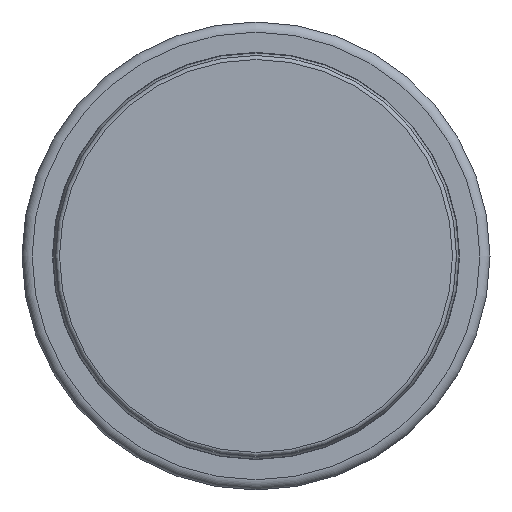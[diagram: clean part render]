
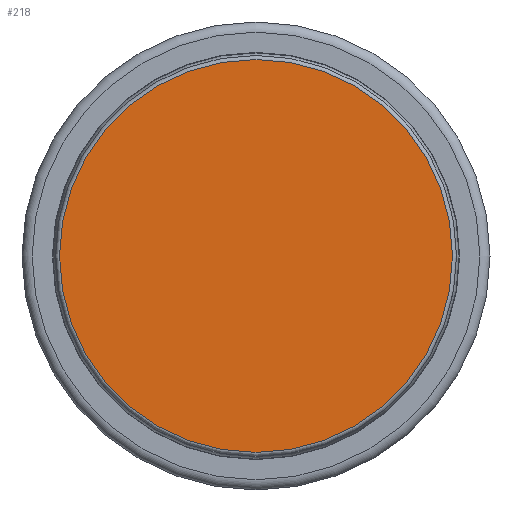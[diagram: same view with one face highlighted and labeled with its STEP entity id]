
A CAD part, top view. The second image highlights one B-rep face of the part: STEP entity #218.
In plain terms, the highlighted planar face has unit normal (0, 0, 1).
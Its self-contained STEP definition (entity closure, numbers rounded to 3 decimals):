
#218 = ADVANCED_FACE( '', ( #469 ), #470, .F. );
#469 = FACE_OUTER_BOUND( '', #728, .T. );
#470 = PLANE( '', #729 );
#728 = EDGE_LOOP( '', ( #1198 ) );
#729 = AXIS2_PLACEMENT_3D( '', #1199, #1200, #1201 );
#1198 = ORIENTED_EDGE( '', *, *, #1338, .T. );
#1199 = CARTESIAN_POINT( '', ( 9.85, 0., 70. ) );
#1200 = DIRECTION( '', ( 0., 0., -1. ) );
#1201 = DIRECTION( '', ( 1., 0., 0. ) );
#1338 = EDGE_CURVE( '', #1570, #1570, #1571, .F. );
#1570 = VERTEX_POINT( '', #1879 );
#1571 = CIRCLE( '', #1880, 9.65 );
#1879 = CARTESIAN_POINT( '', ( 9.65, 0., 70. ) );
#1880 = AXIS2_PLACEMENT_3D( '', #2182, #2183, #2184 );
#2182 = CARTESIAN_POINT( '', ( 0., 0., 70. ) );
#2183 = DIRECTION( '', ( 0., 0., -1. ) );
#2184 = DIRECTION( '', ( 1., 0., 0. ) );
